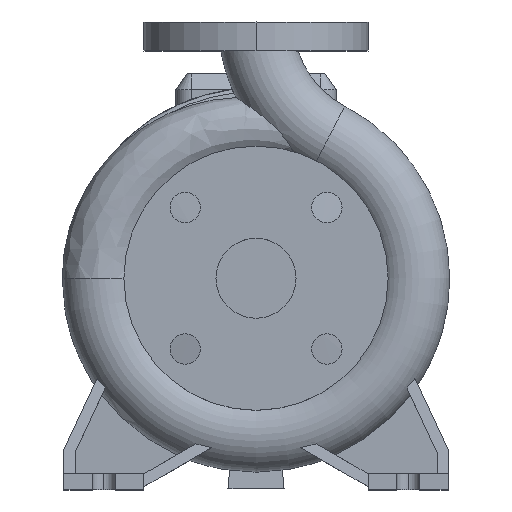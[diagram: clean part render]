
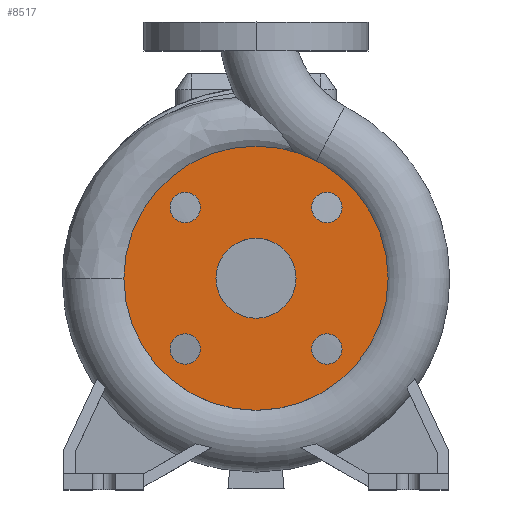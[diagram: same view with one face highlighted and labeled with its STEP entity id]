
A CAD part, top view. The second image highlights one B-rep face of the part: STEP entity #8517.
In plain terms, the highlighted planar face has unit normal (0, 0, 1).
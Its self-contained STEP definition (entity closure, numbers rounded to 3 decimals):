
#77 = ORIENTED_EDGE ( 'NONE', *, *, #3092, .F. ) ;
#267 = DIRECTION ( 'NONE',  ( 1., 0., 0. ) ) ;
#313 = FACE_BOUND ( 'NONE', #12111, .T. ) ;
#513 = CIRCLE ( 'NONE', #5613, 9.5 ) ;
#580 = CARTESIAN_POINT ( 'NONE',  ( -53.694, -44.194, 80. ) ) ;
#847 = CARTESIAN_POINT ( 'NONE',  ( 34.694, -44.194, 80. ) ) ;
#922 = EDGE_LOOP ( 'NONE', ( #7048, #7328 ) ) ;
#999 = CARTESIAN_POINT ( 'NONE',  ( 82.5, 0., 80. ) ) ;
#1037 = DIRECTION ( 'NONE',  ( 0., 0., 1. ) ) ;
#1048 = EDGE_LOOP ( 'NONE', ( #5990, #11704 ) ) ;
#1175 = AXIS2_PLACEMENT_3D ( 'NONE', #3853, #6983, #8240 ) ;
#1274 = VERTEX_POINT ( 'NONE', #11469 ) ;
#1849 = VERTEX_POINT ( 'NONE', #12130 ) ;
#2145 = CIRCLE ( 'NONE', #2593, 9.5 ) ;
#2310 = EDGE_CURVE ( 'NONE', #7388, #6633, #2145, .T. ) ;
#2465 = FACE_BOUND ( 'NONE', #8571, .T. ) ;
#2593 = AXIS2_PLACEMENT_3D ( 'NONE', #5713, #9958, #12326 ) ;
#2628 = CARTESIAN_POINT ( 'NONE',  ( 25., 0., 80. ) ) ;
#3092 = EDGE_CURVE ( 'NONE', #9660, #12425, #8161, .T. ) ;
#3394 = CIRCLE ( 'NONE', #1175, 9.5 ) ;
#3551 = DIRECTION ( 'NONE',  ( 1., 0., 0. ) ) ;
#3675 = CARTESIAN_POINT ( 'NONE',  ( 0., 0., 80. ) ) ;
#3853 = CARTESIAN_POINT ( 'NONE',  ( -44.194, -44.194, 80. ) ) ;
#4169 = CARTESIAN_POINT ( 'NONE',  ( 44.194, -44.194, 80. ) ) ;
#4546 = FACE_BOUND ( 'NONE', #6454, .T. ) ;
#4616 = CIRCLE ( 'NONE', #12832, 9.5 ) ;
#4817 = ORIENTED_EDGE ( 'NONE', *, *, #13066, .F. ) ;
#4869 = AXIS2_PLACEMENT_3D ( 'NONE', #7878, #9876, #3551 ) ;
#5154 = AXIS2_PLACEMENT_3D ( 'NONE', #7844, #6789, #11027 ) ;
#5277 = DIRECTION ( 'NONE',  ( 1., 0., 0. ) ) ;
#5283 = DIRECTION ( 'NONE',  ( 1., 0., 0. ) ) ;
#5324 = CARTESIAN_POINT ( 'NONE',  ( 0., 0., 80. ) ) ;
#5337 = CARTESIAN_POINT ( 'NONE',  ( -34.694, -44.194, 80. ) ) ;
#5366 = EDGE_CURVE ( 'NONE', #12425, #9660, #9934, .T. ) ;
#5502 = EDGE_LOOP ( 'NONE', ( #6760, #4817 ) ) ;
#5595 = FACE_OUTER_BOUND ( 'NONE', #1048, .T. ) ;
#5613 = AXIS2_PLACEMENT_3D ( 'NONE', #11541, #1037, #5277 ) ;
#5713 = CARTESIAN_POINT ( 'NONE',  ( -44.194, -44.194, 80. ) ) ;
#5853 = DIRECTION ( 'NONE',  ( 0., 0., 1. ) ) ;
#5974 = DIRECTION ( 'NONE',  ( 0., 0., 1. ) ) ;
#5990 = ORIENTED_EDGE ( 'NONE', *, *, #7112, .T. ) ;
#6074 = CIRCLE ( 'NONE', #11410, 82.5 ) ;
#6134 = EDGE_CURVE ( 'NONE', #12172, #1274, #4616, .T. ) ;
#6260 = ORIENTED_EDGE ( 'NONE', *, *, #5366, .F. ) ;
#6448 = DIRECTION ( 'NONE',  ( 1., 0., 0. ) ) ;
#6454 = EDGE_LOOP ( 'NONE', ( #77, #6260 ) ) ;
#6542 = VERTEX_POINT ( 'NONE', #8406 ) ;
#6560 = ORIENTED_EDGE ( 'NONE', *, *, #2310, .F. ) ;
#6633 = VERTEX_POINT ( 'NONE', #5337 ) ;
#6638 = EDGE_CURVE ( 'NONE', #13333, #11039, #12854, .T. ) ;
#6663 = DIRECTION ( 'NONE',  ( 0., 0., 1. ) ) ;
#6760 = ORIENTED_EDGE ( 'NONE', *, *, #6638, .F. ) ;
#6776 = DIRECTION ( 'NONE',  ( -1., 0., 0. ) ) ;
#6789 = DIRECTION ( 'NONE',  ( 0., 0., 1. ) ) ;
#6983 = DIRECTION ( 'NONE',  ( 0., 0., 1. ) ) ;
#7048 = ORIENTED_EDGE ( 'NONE', *, *, #12977, .F. ) ;
#7094 = CIRCLE ( 'NONE', #7539, 82.5 ) ;
#7103 = CARTESIAN_POINT ( 'NONE',  ( -44.194, 44.194, 80. ) ) ;
#7112 = EDGE_CURVE ( 'NONE', #12288, #8693, #7094, .T. ) ;
#7328 = ORIENTED_EDGE ( 'NONE', *, *, #10328, .F. ) ;
#7332 = CARTESIAN_POINT ( 'NONE',  ( -82.5, 0., 80. ) ) ;
#7388 = VERTEX_POINT ( 'NONE', #580 ) ;
#7418 = DIRECTION ( 'NONE',  ( 1., 0., 0. ) ) ;
#7463 = CARTESIAN_POINT ( 'NONE',  ( -25., 0., 80. ) ) ;
#7539 = AXIS2_PLACEMENT_3D ( 'NONE', #5324, #10542, #7418 ) ;
#7581 = EDGE_CURVE ( 'NONE', #1274, #12172, #9540, .T. ) ;
#7818 = CIRCLE ( 'NONE', #5154, 9.5 ) ;
#7828 = FACE_BOUND ( 'NONE', #5502, .T. ) ;
#7844 = CARTESIAN_POINT ( 'NONE',  ( 44.194, 44.194, 80. ) ) ;
#7878 = CARTESIAN_POINT ( 'NONE',  ( -44.194, 44.194, 80. ) ) ;
#7881 = CARTESIAN_POINT ( 'NONE',  ( 44.194, -44.194, 80. ) ) ;
#8161 = CIRCLE ( 'NONE', #9918, 9.5 ) ;
#8240 = DIRECTION ( 'NONE',  ( 1., 0., 0. ) ) ;
#8316 = CARTESIAN_POINT ( 'NONE',  ( 53.694, -44.194, 80. ) ) ;
#8406 = CARTESIAN_POINT ( 'NONE',  ( 34.694, 44.194, 80. ) ) ;
#8517 = ADVANCED_FACE ( 'NONE', ( #7828, #5595, #9836, #2465, #313, #4546 ), #8799, .F. ) ;
#8544 = DIRECTION ( 'NONE',  ( 0., 0., 1. ) ) ;
#8571 = EDGE_LOOP ( 'NONE', ( #11821, #9639 ) ) ;
#8693 = VERTEX_POINT ( 'NONE', #7332 ) ;
#8756 = CARTESIAN_POINT ( 'NONE',  ( 0., 0., 80. ) ) ;
#8799 = PLANE ( 'NONE',  #9117 ) ;
#9055 = DIRECTION ( 'NONE',  ( 1., 0., 0. ) ) ;
#9117 = AXIS2_PLACEMENT_3D ( 'NONE', #13033, #12057, #6776 ) ;
#9283 = AXIS2_PLACEMENT_3D ( 'NONE', #7881, #5853, #9055 ) ;
#9326 = DIRECTION ( 'NONE',  ( 0., 0., 1. ) ) ;
#9540 = CIRCLE ( 'NONE', #4869, 9.5 ) ;
#9639 = ORIENTED_EDGE ( 'NONE', *, *, #6134, .F. ) ;
#9660 = VERTEX_POINT ( 'NONE', #8316 ) ;
#9836 = FACE_BOUND ( 'NONE', #922, .T. ) ;
#9876 = DIRECTION ( 'NONE',  ( 0., 0., 1. ) ) ;
#9918 = AXIS2_PLACEMENT_3D ( 'NONE', #4169, #13767, #5283 ) ;
#9934 = CIRCLE ( 'NONE', #9283, 9.5 ) ;
#9958 = DIRECTION ( 'NONE',  ( 0., 0., 1. ) ) ;
#10328 = EDGE_CURVE ( 'NONE', #6542, #1849, #7818, .T. ) ;
#10399 = ORIENTED_EDGE ( 'NONE', *, *, #10905, .F. ) ;
#10542 = DIRECTION ( 'NONE',  ( 0., 0., 1. ) ) ;
#10737 = CARTESIAN_POINT ( 'NONE',  ( -53.694, 44.194, 80. ) ) ;
#10764 = CARTESIAN_POINT ( 'NONE',  ( 0., 0., 80. ) ) ;
#10905 = EDGE_CURVE ( 'NONE', #6633, #7388, #3394, .T. ) ;
#11027 = DIRECTION ( 'NONE',  ( 1., 0., 0. ) ) ;
#11039 = VERTEX_POINT ( 'NONE', #7463 ) ;
#11410 = AXIS2_PLACEMENT_3D ( 'NONE', #3675, #5974, #12304 ) ;
#11469 = CARTESIAN_POINT ( 'NONE',  ( -34.694, 44.194, 80. ) ) ;
#11541 = CARTESIAN_POINT ( 'NONE',  ( 44.194, 44.194, 80. ) ) ;
#11704 = ORIENTED_EDGE ( 'NONE', *, *, #13748, .T. ) ;
#11821 = ORIENTED_EDGE ( 'NONE', *, *, #7581, .F. ) ;
#12057 = DIRECTION ( 'NONE',  ( 0., 0., -1. ) ) ;
#12111 = EDGE_LOOP ( 'NONE', ( #10399, #6560 ) ) ;
#12130 = CARTESIAN_POINT ( 'NONE',  ( 53.694, 44.194, 80. ) ) ;
#12172 = VERTEX_POINT ( 'NONE', #10737 ) ;
#12278 = CIRCLE ( 'NONE', #12952, 25. ) ;
#12288 = VERTEX_POINT ( 'NONE', #999 ) ;
#12304 = DIRECTION ( 'NONE',  ( 1., 0., 0. ) ) ;
#12326 = DIRECTION ( 'NONE',  ( 1., 0., 0. ) ) ;
#12425 = VERTEX_POINT ( 'NONE', #847 ) ;
#12832 = AXIS2_PLACEMENT_3D ( 'NONE', #7103, #9326, #13562 ) ;
#12854 = CIRCLE ( 'NONE', #13070, 25. ) ;
#12952 = AXIS2_PLACEMENT_3D ( 'NONE', #8756, #6663, #267 ) ;
#12977 = EDGE_CURVE ( 'NONE', #1849, #6542, #513, .T. ) ;
#13033 = CARTESIAN_POINT ( 'NONE',  ( 0., 82.5, 80. ) ) ;
#13066 = EDGE_CURVE ( 'NONE', #11039, #13333, #12278, .T. ) ;
#13070 = AXIS2_PLACEMENT_3D ( 'NONE', #10764, #8544, #6448 ) ;
#13333 = VERTEX_POINT ( 'NONE', #2628 ) ;
#13562 = DIRECTION ( 'NONE',  ( 1., 0., 0. ) ) ;
#13748 = EDGE_CURVE ( 'NONE', #8693, #12288, #6074, .T. ) ;
#13767 = DIRECTION ( 'NONE',  ( 0., 0., 1. ) ) ;
